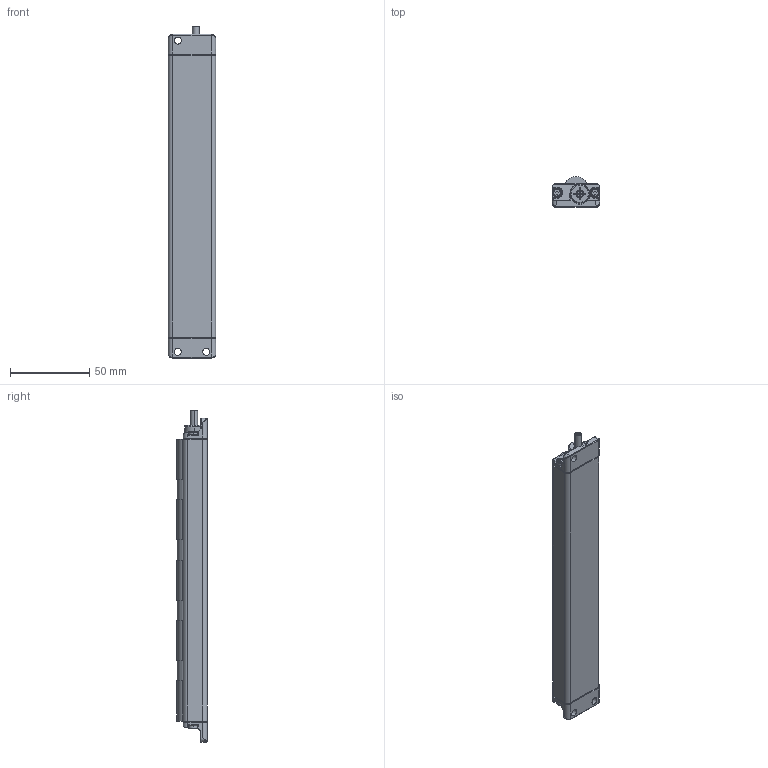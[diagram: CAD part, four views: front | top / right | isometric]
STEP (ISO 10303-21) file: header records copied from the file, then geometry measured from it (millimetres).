
FILE_DESCRIPTION((''),'2;1');
FILE_NAME('147728_SW','2009-08-21T',('banengservice'),('BANNER ENGINEERING'),'PRO/ENGINEER BY PARAMETRIC TECHNOLOGY CORPORATION, 2006170','PRO/ENGINEER BY PARAMETRIC TECHNOLOGY CORPORATION, 2006170','');
FILE_SCHEMA(('CONFIG_CONTROL_DESIGN'));
Length unit declared in the file: inch
Products named in the file (1): 147728_SW
Bounding box: 29.97 x 19.11 x 209.58 mm (x, y, z)
Volume: 44575.6 mm3; surface area: 43409.8 mm2
Topology: 2 solids, 2 shells, 632 faces, 1641 edges, 1043 vertices
Faces by surface type: plane 291, cylinder 253, bspline 39, torus 29, cone 12, sphere 8
Entity records: 28180 total; most frequent: CARTESIAN_POINT 12806, ORIENTED_EDGE 3282, DIRECTION 3101, EDGE_CURVE 1641, AXIS2_PLACEMENT_3D 1084, VERTEX_POINT 1043, VECTOR 933, LINE 933
